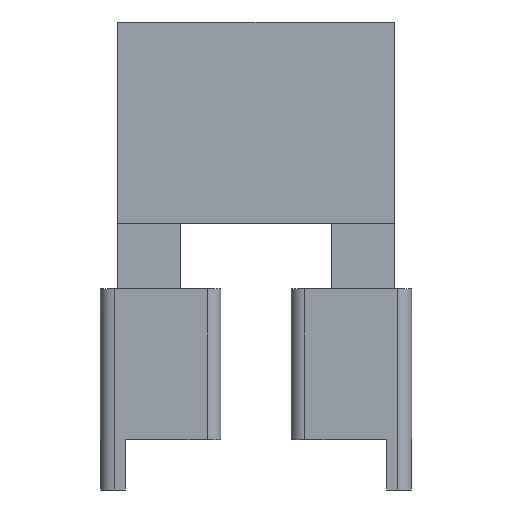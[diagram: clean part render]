
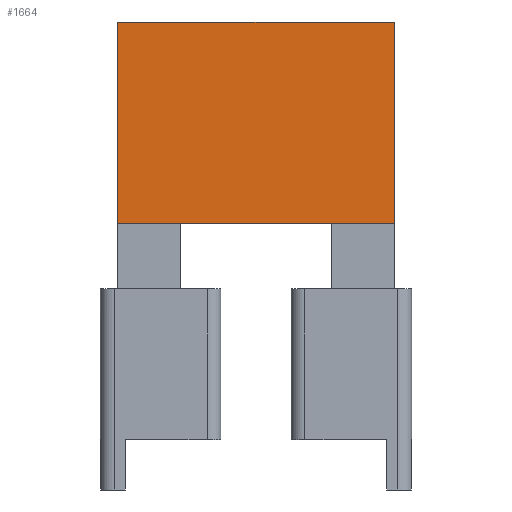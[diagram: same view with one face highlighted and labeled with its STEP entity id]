
A CAD part, front view. The second image highlights one B-rep face of the part: STEP entity #1664.
In plain terms, the highlighted planar face has unit normal (0, -1, 0).
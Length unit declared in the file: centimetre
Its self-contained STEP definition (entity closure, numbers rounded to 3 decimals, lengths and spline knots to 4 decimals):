
#56=PLANE($,#1779);
#140=FACE_OUTER_BOUND($,#230,.T.);
#230=EDGE_LOOP($,(#1387,#1388,#1389,#1390));
#361=LINE($,#2500,#573);
#366=LINE($,#2510,#578);
#392=LINE($,#2559,#604);
#393=LINE($,#2561,#605);
#573=VECTOR($,#2032,0.8);
#578=VECTOR($,#2041,1.0976);
#604=VECTOR($,#2079,1.0976);
#605=VECTOR($,#2082,0.8);
#793=VERTEX_POINT($,#2497);
#794=VERTEX_POINT($,#2499);
#797=VERTEX_POINT($,#2509);
#814=VERTEX_POINT($,#2557);
#987=EDGE_CURVE($,#794,#793,#361,.T.);
#992=EDGE_CURVE($,#794,#797,#366,.T.);
#1018=EDGE_CURVE($,#814,#793,#392,.T.);
#1019=EDGE_CURVE($,#814,#797,#393,.T.);
#1387=ORIENTED_EDGE($,*,*,#987,.T.);
#1388=ORIENTED_EDGE($,*,*,#1018,.F.);
#1389=ORIENTED_EDGE($,*,*,#1019,.T.);
#1390=ORIENTED_EDGE($,*,*,#992,.F.);
#1664=ADVANCED_FACE($,(#140),#56,.F.);
#1779=AXIS2_PLACEMENT_3D($,#2563,#2085,#2086);
#2032=DIRECTION($,(0.,0.,1.));
#2041=DIRECTION($,(-1.,0.,0.));
#2079=DIRECTION($,(1.,0.,0.));
#2082=DIRECTION($,(0.,0.,-1.));
#2085=DIRECTION('center_axis',(0.,1.,0.));
#2086=DIRECTION('ref_axis',(0.,0.,1.));
#2497=CARTESIAN_POINT('',(0.55,-0.1,3.86));
#2499=CARTESIAN_POINT('',(0.55,-0.1,3.06));
#2500=CARTESIAN_POINT($,(0.55,-0.1,3.46));
#2509=CARTESIAN_POINT('',(-0.5476,-0.1,3.06));
#2510=CARTESIAN_POINT($,(0.0024,-0.1,3.06));
#2557=CARTESIAN_POINT('',(-0.5476,-0.1,3.86));
#2559=CARTESIAN_POINT($,(0.0024,-0.1,3.86));
#2561=CARTESIAN_POINT($,(-0.5476,-0.1,3.46));
#2563=CARTESIAN_POINT('Origin',(0.0024,-0.1,3.46));
